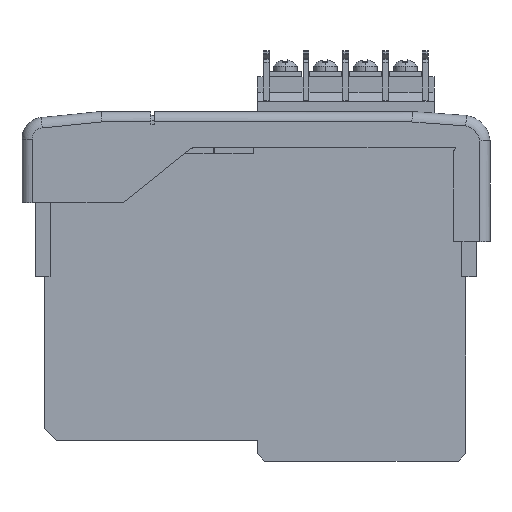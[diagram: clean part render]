
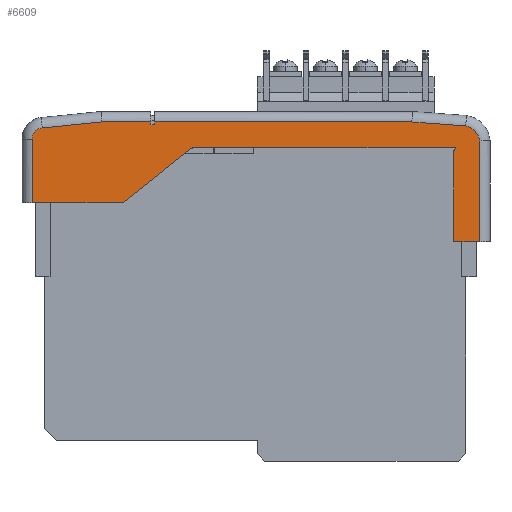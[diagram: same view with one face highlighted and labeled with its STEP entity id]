
A CAD part, left-side view. The second image highlights one B-rep face of the part: STEP entity #6609.
In plain terms, the highlighted planar face has unit normal (-1, 0, 0).
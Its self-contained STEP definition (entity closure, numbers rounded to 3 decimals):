
#4453 = EDGE_CURVE ( 'NONE', #4455, #4457, #16423, .T. ) ;
#4455 = VERTEX_POINT ( 'NONE', #16472 ) ;
#4457 = VERTEX_POINT ( 'NONE', #16461 ) ;
#5284 = EDGE_CURVE ( 'NONE', #5285, #5349, #18439, .T. ) ;
#5285 = VERTEX_POINT ( 'NONE', #18435 ) ;
#5323 = EDGE_CURVE ( 'NONE', #4455, #5324, #18524, .T. ) ;
#5324 = VERTEX_POINT ( 'NONE', #18520 ) ;
#5349 = VERTEX_POINT ( 'NONE', #18555 ) ;
#5555 = EDGE_CURVE ( 'NONE', #5655, #5604, #19117, .T. ) ;
#5604 = VERTEX_POINT ( 'NONE', #19258 ) ;
#5655 = VERTEX_POINT ( 'NONE', #19574 ) ;
#5773 = VERTEX_POINT ( 'NONE', #19807 ) ;
#5775 = EDGE_CURVE ( 'NONE', #5793, #5773, #19856, .T. ) ;
#5793 = VERTEX_POINT ( 'NONE', #19887 ) ;
#6331 = VERTEX_POINT ( 'NONE', #21324 ) ;
#6332 = ORIENTED_EDGE ( 'NONE', *, *, #6333, .T. ) ;
#6333 = EDGE_CURVE ( 'NONE', #6393, #5285, #21322, .T. ) ;
#6336 = ORIENTED_EDGE ( 'NONE', *, *, #6337, .T. ) ;
#6337 = EDGE_CURVE ( 'NONE', #6340, #6437, #21359, .T. ) ;
#6338 = ORIENTED_EDGE ( 'NONE', *, *, #6339, .T. ) ;
#6339 = EDGE_CURVE ( 'NONE', #5324, #6340, #21350, .T. ) ;
#6340 = VERTEX_POINT ( 'NONE', #21345 ) ;
#6341 = VERTEX_POINT ( 'NONE', #21346 ) ;
#6342 = ORIENTED_EDGE ( 'NONE', *, *, #6343, .F. ) ;
#6343 = EDGE_CURVE ( 'NONE', #6344, #6341, #21421, .T. ) ;
#6344 = VERTEX_POINT ( 'NONE', #21490 ) ;
#6345 = ORIENTED_EDGE ( 'NONE', *, *, #6537, .F. ) ;
#6346 = EDGE_LOOP ( 'NONE', ( #6347, #6348, #6436, #6377, #6540, #6338, #6336, #6370, #6542, #6544, #6546, #6601, #6342, #6345, #6538, #6389, #6391, #6332 ) ) ;
#6347 = ORIENTED_EDGE ( 'NONE', *, *, #5284, .T. ) ;
#6348 = ORIENTED_EDGE ( 'NONE', *, *, #6435, .F. ) ;
#6370 = ORIENTED_EDGE ( 'NONE', *, *, #6541, .T. ) ;
#6377 = ORIENTED_EDGE ( 'NONE', *, *, #4453, .F. ) ;
#6389 = ORIENTED_EDGE ( 'NONE', *, *, #6390, .T. ) ;
#6390 = EDGE_CURVE ( 'NONE', #5604, #6539, #21462, .T. ) ;
#6391 = ORIENTED_EDGE ( 'NONE', *, *, #6392, .T. ) ;
#6392 = EDGE_CURVE ( 'NONE', #6539, #6393, #21507, .T. ) ;
#6393 = VERTEX_POINT ( 'NONE', #21486 ) ;
#6430 = EDGE_CURVE ( 'NONE', #4457, #6331, #21577, .T. ) ;
#6435 = EDGE_CURVE ( 'NONE', #6331, #5349, #21617, .T. ) ;
#6436 = ORIENTED_EDGE ( 'NONE', *, *, #6430, .F. ) ;
#6437 = VERTEX_POINT ( 'NONE', #21613 ) ;
#6537 = EDGE_CURVE ( 'NONE', #5655, #6344, #27103, .T. ) ;
#6538 = ORIENTED_EDGE ( 'NONE', *, *, #5555, .T. ) ;
#6539 = VERTEX_POINT ( 'NONE', #27099 ) ;
#6540 = ORIENTED_EDGE ( 'NONE', *, *, #5323, .T. ) ;
#6541 = EDGE_CURVE ( 'NONE', #6437, #5793, #27098, .T. ) ;
#6542 = ORIENTED_EDGE ( 'NONE', *, *, #5775, .T. ) ;
#6543 = VERTEX_POINT ( 'NONE', #27094 ) ;
#6544 = ORIENTED_EDGE ( 'NONE', *, *, #6545, .F. ) ;
#6545 = EDGE_CURVE ( 'NONE', #6543, #5773, #27093, .T. ) ;
#6546 = ORIENTED_EDGE ( 'NONE', *, *, #6547, .F. ) ;
#6547 = EDGE_CURVE ( 'NONE', #6548, #6543, #27140, .T. ) ;
#6548 = VERTEX_POINT ( 'NONE', #27135 ) ;
#6601 = ORIENTED_EDGE ( 'NONE', *, *, #6602, .F. ) ;
#6602 = EDGE_CURVE ( 'NONE', #6341, #6548, #21976, .T. ) ;
#6609 = ADVANCED_FACE ( 'NONE', ( #22006 ), #22044, .F. ) ;
#16419 = DIRECTION ( 'NONE',  ( 0., 0., -1. ) ) ;
#16420 = VECTOR ( 'NONE', #16419, 1000. ) ;
#16421 = CARTESIAN_POINT ( 'NONE',  ( 0.5, 24.723, 4.364 ) ) ;
#16423 = LINE ( 'NONE', #16421, #16420 ) ;
#16461 = CARTESIAN_POINT ( 'NONE',  ( 0.5, 24.723, 2.616 ) ) ;
#16472 = CARTESIAN_POINT ( 'NONE',  ( 0.5, 24.723, 3.114 ) ) ;
#18435 = CARTESIAN_POINT ( 'NONE',  ( 0.5, -25.509, 3.114 ) ) ;
#18436 = DIRECTION ( 'NONE',  ( 0., 1., 0. ) ) ;
#18437 = VECTOR ( 'NONE', #18436, 1000. ) ;
#18438 = CARTESIAN_POINT ( 'NONE',  ( 0.5, 34.27, 3.114 ) ) ;
#18439 = LINE ( 'NONE', #18438, #18437 ) ;
#18520 = CARTESIAN_POINT ( 'NONE',  ( 0.5, 34.17, 3.114 ) ) ;
#18521 = DIRECTION ( 'NONE',  ( 0., 1., 0. ) ) ;
#18522 = VECTOR ( 'NONE', #18521, 1000. ) ;
#18523 = CARTESIAN_POINT ( 'NONE',  ( 0.5, 34.27, 3.114 ) ) ;
#18524 = LINE ( 'NONE', #18523, #18522 ) ;
#18555 = CARTESIAN_POINT ( 'NONE',  ( 0.5, 23.974, 3.114 ) ) ;
#19114 = DIRECTION ( 'NONE',  ( 0., -1., 0. ) ) ;
#19115 = VECTOR ( 'NONE', #19114, 1000. ) ;
#19116 = CARTESIAN_POINT ( 'NONE',  ( 0.5, -40.527, -19.886 ) ) ;
#19117 = LINE ( 'NONE', #19116, #19115 ) ;
#19258 = CARTESIAN_POINT ( 'NONE',  ( 0.5, -38.527, -19.886 ) ) ;
#19574 = CARTESIAN_POINT ( 'NONE',  ( 0.5, -33.527, -19.886 ) ) ;
#19807 = CARTESIAN_POINT ( 'NONE',  ( 0.5, 29.973, -12.386 ) ) ;
#19853 = DIRECTION ( 'NONE',  ( 0., -1., 0. ) ) ;
#19854 = VECTOR ( 'NONE', #19853, 1000. ) ;
#19855 = CARTESIAN_POINT ( 'NONE',  ( 0.5, 29.973, -12.386 ) ) ;
#19856 = LINE ( 'NONE', #19855, #19854 ) ;
#19887 = CARTESIAN_POINT ( 'NONE',  ( 0.5, 47.473, -12.386 ) ) ;
#21319 = DIRECTION ( 'NONE',  ( 0., 0.997, 0.073 ) ) ;
#21320 = VECTOR ( 'NONE', #21319, 1000. ) ;
#21321 = CARTESIAN_POINT ( 'NONE',  ( 0.5, -35.496, 2.384 ) ) ;
#21322 = LINE ( 'NONE', #21321, #21320 ) ;
#21324 = CARTESIAN_POINT ( 'NONE',  ( 0.5, 23.974, 2.616 ) ) ;
#21345 = CARTESIAN_POINT ( 'NONE',  ( 0.5, 45.569, 1.973 ) ) ;
#21346 = CARTESIAN_POINT ( 'NONE',  ( 0.5, -33.824, -1.886 ) ) ;
#21347 = DIRECTION ( 'NONE',  ( 0., 0.995, -0.1 ) ) ;
#21348 = VECTOR ( 'NONE', #21347, 1000. ) ;
#21349 = CARTESIAN_POINT ( 'NONE',  ( 0.5, 45.569, 1.973 ) ) ;
#21350 = LINE ( 'NONE', #21349, #21348 ) ;
#21351 = DIRECTION ( 'NONE',  ( 0., 0., -1. ) ) ;
#21352 = DIRECTION ( 'NONE',  ( -1., 0., 0. ) ) ;
#21353 = CARTESIAN_POINT ( 'NONE',  ( 0.5, 45.358, -0.133 ) ) ;
#21354 = AXIS2_PLACEMENT_3D ( 'NONE', #21353, #21352, #21351 ) ;
#21359 = CIRCLE ( 'NONE', #21354, 2.116 ) ;
#21421 = CIRCLE ( 'NONE', #21454, 0.5 ) ;
#21454 = AXIS2_PLACEMENT_3D ( 'NONE', #21477, #21461, #21460 ) ;
#21460 = DIRECTION ( 'NONE',  ( 0., 0., -1. ) ) ;
#21461 = DIRECTION ( 'NONE',  ( -1., 0., 0. ) ) ;
#21462 = LINE ( 'NONE', #21493, #21492 ) ;
#21477 = CARTESIAN_POINT ( 'NONE',  ( 0.5, -33.326, -1.928 ) ) ;
#21486 = CARTESIAN_POINT ( 'NONE',  ( 0.5, -35.822, 2.36 ) ) ;
#21487 = DIRECTION ( 'NONE',  ( 0., 0., -1. ) ) ;
#21488 = DIRECTION ( 'NONE',  ( -1., 0., 0. ) ) ;
#21489 = CARTESIAN_POINT ( 'NONE',  ( 0.5, -35.258, -0.876 ) ) ;
#21490 = CARTESIAN_POINT ( 'NONE',  ( 0.5, -33.527, -2.386 ) ) ;
#21491 = DIRECTION ( 'NONE',  ( 0., 0., 1. ) ) ;
#21492 = VECTOR ( 'NONE', #21491, 1000. ) ;
#21493 = CARTESIAN_POINT ( 'NONE',  ( 0.5, -38.527, -0.463 ) ) ;
#21506 = AXIS2_PLACEMENT_3D ( 'NONE', #21489, #21488, #21487 ) ;
#21507 = CIRCLE ( 'NONE', #21506, 3.285 ) ;
#21574 = DIRECTION ( 'NONE',  ( 0., -1., 0. ) ) ;
#21575 = VECTOR ( 'NONE', #21574, 1000. ) ;
#21576 = CARTESIAN_POINT ( 'NONE',  ( 0.5, 24.723, 2.616 ) ) ;
#21577 = LINE ( 'NONE', #21576, #21575 ) ;
#21613 = CARTESIAN_POINT ( 'NONE',  ( 0.5, 47.473, -0.213 ) ) ;
#21614 = DIRECTION ( 'NONE',  ( 0., 0., 1. ) ) ;
#21615 = VECTOR ( 'NONE', #21614, 1000. ) ;
#21616 = CARTESIAN_POINT ( 'NONE',  ( 0.5, 23.974, 4.364 ) ) ;
#21617 = LINE ( 'NONE', #21616, #21615 ) ;
#21973 = DIRECTION ( 'NONE',  ( 0., 1., 0. ) ) ;
#21974 = VECTOR ( 'NONE', #21973, 1000. ) ;
#21975 = CARTESIAN_POINT ( 'NONE',  ( 0.5, 16.645, -1.886 ) ) ;
#21976 = LINE ( 'NONE', #21975, #21974 ) ;
#22006 = FACE_OUTER_BOUND ( 'NONE', #6346, .T. ) ;
#22040 = DIRECTION ( 'NONE',  ( 0., 0., -1. ) ) ;
#22041 = DIRECTION ( 'NONE',  ( 1., 0., 0. ) ) ;
#22042 = CARTESIAN_POINT ( 'NONE',  ( 0.5, -35.258, -0.876 ) ) ;
#22043 = AXIS2_PLACEMENT_3D ( 'NONE', #22042, #22041, #22040 ) ;
#22044 = PLANE ( 'NONE',  #22043 ) ;
#27092 = CARTESIAN_POINT ( 'NONE',  ( 0.5, 29.973, -12.386 ) ) ;
#27093 = LINE ( 'NONE', #27092, #27142 ) ;
#27094 = CARTESIAN_POINT ( 'NONE',  ( 0.5, 16.989, -2.023 ) ) ;
#27095 = DIRECTION ( 'NONE',  ( 0., 0., -1. ) ) ;
#27096 = VECTOR ( 'NONE', #27095, 1000. ) ;
#27097 = CARTESIAN_POINT ( 'NONE',  ( 0.5, 47.473, -12.386 ) ) ;
#27098 = LINE ( 'NONE', #27097, #27096 ) ;
#27099 = CARTESIAN_POINT ( 'NONE',  ( 0.5, -38.527, -0.55 ) ) ;
#27100 = DIRECTION ( 'NONE',  ( 0., 0., 1. ) ) ;
#27101 = VECTOR ( 'NONE', #27100, 1000. ) ;
#27102 = CARTESIAN_POINT ( 'NONE',  ( 0.5, -33.527, -2.386 ) ) ;
#27103 = LINE ( 'NONE', #27102, #27101 ) ;
#27135 = CARTESIAN_POINT ( 'NONE',  ( 0.5, 16.645, -1.886 ) ) ;
#27136 = DIRECTION ( 'NONE',  ( 0., 0., -1. ) ) ;
#27137 = DIRECTION ( 'NONE',  ( -1., 0., 0. ) ) ;
#27138 = CARTESIAN_POINT ( 'NONE',  ( 0.5, 16.645, -2.386 ) ) ;
#27139 = AXIS2_PLACEMENT_3D ( 'NONE', #27138, #27137, #27136 ) ;
#27140 = CIRCLE ( 'NONE', #27139, 0.5 ) ;
#27141 = DIRECTION ( 'NONE',  ( 0., 0.782, -0.624 ) ) ;
#27142 = VECTOR ( 'NONE', #27141, 1000. ) ;
